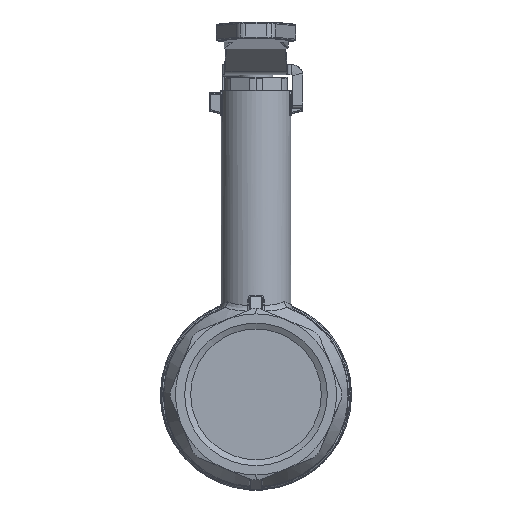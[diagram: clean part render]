
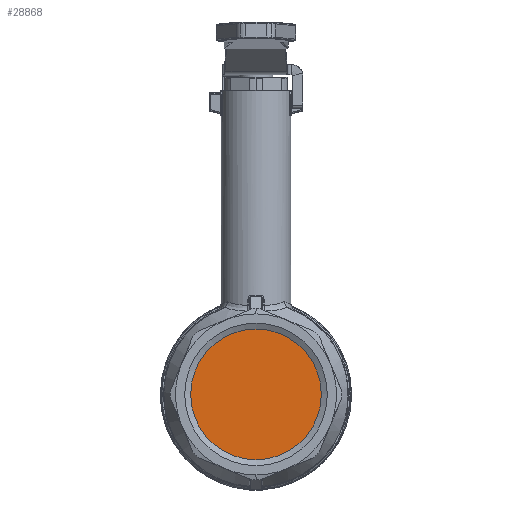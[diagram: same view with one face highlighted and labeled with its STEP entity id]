
A CAD part, left-side view. The second image highlights one B-rep face of the part: STEP entity #28868.
In plain terms, the highlighted planar face has unit normal (-1, 0, 0).
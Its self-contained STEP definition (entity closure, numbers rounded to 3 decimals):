
#8251=CARTESIAN_POINT('',(-24.5,-0.,19.476));
#8252=VERTEX_POINT('',#8251);
#8261=CARTESIAN_POINT('',(-24.5,-0.,-19.476));
#8262=VERTEX_POINT('',#8261);
#8263=CARTESIAN_POINT('',(-24.5,-0.,0.));
#8264=DIRECTION('',(-1.,-0.,0.));
#8265=DIRECTION('',(0.,0.,1.));
#8266=AXIS2_PLACEMENT_3D('',#8263,#8264,#8265);
#8267=CIRCLE('',#8266,19.476);
#8268=EDGE_CURVE('',#8262,#8252,#8267,.T.);
#8270=CARTESIAN_POINT('',(-24.5,-0.,0.));
#8271=DIRECTION('',(-1.,-0.,0.));
#8272=DIRECTION('',(0.,0.,1.));
#8273=AXIS2_PLACEMENT_3D('',#8270,#8271,#8272);
#8274=CIRCLE('',#8273,19.476);
#8275=EDGE_CURVE('',#8252,#8262,#8274,.T.);
#28859=CARTESIAN_POINT('',(-24.5,-0.,17.238));
#28860=DIRECTION('',(1.,0.,-0.));
#28861=DIRECTION('',(0.,0.,1.));
#28862=AXIS2_PLACEMENT_3D('',#28859,#28860,#28861);
#28863=PLANE('',#28862);
#28864=ORIENTED_EDGE('',*,*,#8268,.T.);
#28865=ORIENTED_EDGE('',*,*,#8275,.T.);
#28866=EDGE_LOOP('',(#28864,#28865));
#28867=FACE_BOUND('',#28866,.T.);
#28868=ADVANCED_FACE('',(#28867),#28863,.F.);
